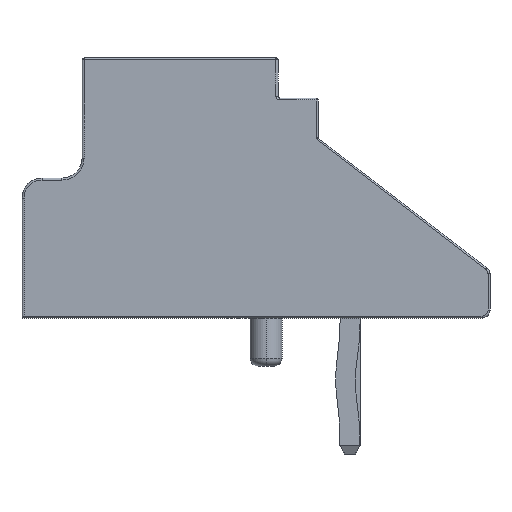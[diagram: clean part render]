
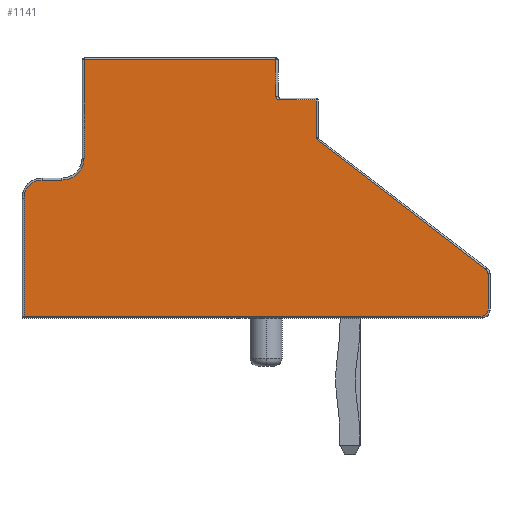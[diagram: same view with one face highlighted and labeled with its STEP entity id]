
A CAD part, left-side view. The second image highlights one B-rep face of the part: STEP entity #1141.
In plain terms, the highlighted planar face has unit normal (-1, 0, 0).
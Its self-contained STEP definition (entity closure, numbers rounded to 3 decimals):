
#162 = VERTEX_POINT ( 'NONE', #11789 ) ;
#166 = EDGE_CURVE ( 'NONE', #13432, #22745, #17811, .T. ) ;
#312 = EDGE_CURVE ( 'NONE', #22745, #162, #16920, .T. ) ;
#785 = VECTOR ( 'NONE', #16071, 1000. ) ;
#895 = AXIS2_PLACEMENT_3D ( 'NONE', #9905, #23094, #22967 ) ;
#987 = CARTESIAN_POINT ( 'NONE',  ( -4., -5.85, 0.05 ) ) ;
#1103 = ORIENTED_EDGE ( 'NONE', *, *, #9254, .T. ) ;
#1141 = ADVANCED_FACE ( 'NONE', ( #8157 ), #15399, .F. ) ;
#1589 = AXIS2_PLACEMENT_3D ( 'NONE', #14864, #20115, #14375 ) ;
#1595 = ORIENTED_EDGE ( 'NONE', *, *, #166, .T. ) ;
#1780 = CARTESIAN_POINT ( 'NONE',  ( -4., -3.26, 3.125 ) ) ;
#2005 = DIRECTION ( 'NONE',  ( 1., 0., 0. ) ) ;
#2014 = CIRCLE ( 'NONE', #11143, 0.55 ) ;
#2082 = CARTESIAN_POINT ( 'NONE',  ( -4., -5.65, 1.101 ) ) ;
#2691 = DIRECTION ( 'NONE',  ( 0., 1., 0. ) ) ;
#3587 = CIRCLE ( 'NONE', #1589, 0.15 ) ;
#3593 = CARTESIAN_POINT ( 'NONE',  ( -4., -5.85, 5.45 ) ) ;
#4142 = EDGE_LOOP ( 'NONE', ( #15601, #18046, #1595, #18853, #17292, #16787, #1103, #5911, #23150, #7038, #8458, #7793, #18879, #15368, #24611 ) ) ;
#4210 = CARTESIAN_POINT ( 'NONE',  ( -4., -1.5, 6.5 ) ) ;
#5054 = LINE ( 'NONE', #12632, #13238 ) ;
#5402 = VERTEX_POINT ( 'NONE', #19483 ) ;
#5534 = LINE ( 'NONE', #1780, #18515 ) ;
#5816 = CARTESIAN_POINT ( 'NONE',  ( -4., -5.65, 0.05 ) ) ;
#5882 = DIRECTION ( 'NONE',  ( 0., 1., 0. ) ) ;
#5911 = ORIENTED_EDGE ( 'NONE', *, *, #12522, .T. ) ;
#6065 = DIRECTION ( 'NONE',  ( 0., 0., -1. ) ) ;
#6124 = VERTEX_POINT ( 'NONE', #9731 ) ;
#7038 = ORIENTED_EDGE ( 'NONE', *, *, #9796, .T. ) ;
#7060 = CARTESIAN_POINT ( 'NONE',  ( -4., 4.3, 6.45 ) ) ;
#7106 = CARTESIAN_POINT ( 'NONE',  ( -4., -5.741, 1.22 ) ) ;
#7393 = LINE ( 'NONE', #13228, #15349 ) ;
#7793 = ORIENTED_EDGE ( 'NONE', *, *, #21749, .T. ) ;
#8083 = VECTOR ( 'NONE', #2691, 1000. ) ;
#8157 = FACE_OUTER_BOUND ( 'NONE', #4142, .T. ) ;
#8208 = VERTEX_POINT ( 'NONE', #7060 ) ;
#8458 = ORIENTED_EDGE ( 'NONE', *, *, #14739, .T. ) ;
#8673 = EDGE_CURVE ( 'NONE', #11965, #22032, #7393, .T. ) ;
#8718 = DIRECTION ( 'NONE',  ( 0., 0., 1. ) ) ;
#9138 = DIRECTION ( 'NONE',  ( 0., 0.793, 0.609 ) ) ;
#9166 = CIRCLE ( 'NONE', #21879, 0.1 ) ;
#9222 = LINE ( 'NONE', #24011, #20279 ) ;
#9254 = EDGE_CURVE ( 'NONE', #22032, #8208, #17556, .T. ) ;
#9657 = DIRECTION ( 'NONE',  ( 1., 0., 0. ) ) ;
#9731 = CARTESIAN_POINT ( 'NONE',  ( -4., 5.8, 3. ) ) ;
#9736 = DIRECTION ( 'NONE',  ( -1., 0., 0. ) ) ;
#9796 = EDGE_CURVE ( 'NONE', #14439, #14068, #21072, .T. ) ;
#9905 = CARTESIAN_POINT ( 'NONE',  ( -4., -5.85, 6.5 ) ) ;
#9939 = DIRECTION ( 'NONE',  ( 0., 0., -1. ) ) ;
#10507 = VERTEX_POINT ( 'NONE', #14245 ) ;
#10520 = DIRECTION ( 'NONE',  ( 0., 0., -1. ) ) ;
#11078 = DIRECTION ( 'NONE',  ( 0., 0., -1. ) ) ;
#11143 = AXIS2_PLACEMENT_3D ( 'NONE', #19191, #2005, #9939 ) ;
#11326 = EDGE_CURVE ( 'NONE', #10507, #23891, #3587, .T. ) ;
#11789 = CARTESIAN_POINT ( 'NONE',  ( -4., -0.6, 5.45 ) ) ;
#11886 = VERTEX_POINT ( 'NONE', #18578 ) ;
#11965 = VERTEX_POINT ( 'NONE', #13929 ) ;
#12210 = LINE ( 'NONE', #19964, #20511 ) ;
#12522 = EDGE_CURVE ( 'NONE', #8208, #5402, #5054, .T. ) ;
#12632 = CARTESIAN_POINT ( 'NONE',  ( -4., 4.3, 6.5 ) ) ;
#13228 = CARTESIAN_POINT ( 'NONE',  ( -4., -0.5, 6.5 ) ) ;
#13238 = VECTOR ( 'NONE', #10520, 1000. ) ;
#13404 = CIRCLE ( 'NONE', #14601, 0.15 ) ;
#13432 = VERTEX_POINT ( 'NONE', #22943 ) ;
#13666 = EDGE_CURVE ( 'NONE', #22313, #13432, #5534, .T. ) ;
#13844 = EDGE_CURVE ( 'NONE', #10507, #11886, #12210, .T. ) ;
#13922 = DIRECTION ( 'NONE',  ( 0., 0., 1. ) ) ;
#13929 = CARTESIAN_POINT ( 'NONE',  ( -4., -0.5, 5.55 ) ) ;
#14068 = VERTEX_POINT ( 'NONE', #15683 ) ;
#14086 = LINE ( 'NONE', #987, #785 ) ;
#14245 = CARTESIAN_POINT ( 'NONE',  ( -4., -5.8, 0.2 ) ) ;
#14375 = DIRECTION ( 'NONE',  ( 0., 0., -1. ) ) ;
#14439 = VERTEX_POINT ( 'NONE', #15176 ) ;
#14601 = AXIS2_PLACEMENT_3D ( 'NONE', #2082, #9657, #6065 ) ;
#14702 = DIRECTION ( 'NONE',  ( -1., 0., 0. ) ) ;
#14739 = EDGE_CURVE ( 'NONE', #14068, #6124, #14914, .T. ) ;
#14864 = CARTESIAN_POINT ( 'NONE',  ( -4., -5.65, 0.2 ) ) ;
#14914 = CIRCLE ( 'NONE', #17334, 0.45 ) ;
#15176 = CARTESIAN_POINT ( 'NONE',  ( -4., 4.85, 3.45 ) ) ;
#15349 = VECTOR ( 'NONE', #24314, 1000. ) ;
#15368 = ORIENTED_EDGE ( 'NONE', *, *, #11326, .F. ) ;
#15399 = PLANE ( 'NONE',  #895 ) ;
#15601 = ORIENTED_EDGE ( 'NONE', *, *, #19366, .F. ) ;
#15683 = CARTESIAN_POINT ( 'NONE',  ( -4., 5.35, 3.45 ) ) ;
#15939 = CARTESIAN_POINT ( 'NONE',  ( -4., 5.35, 3.45 ) ) ;
#16071 = DIRECTION ( 'NONE',  ( 0., -1., 0. ) ) ;
#16393 = EDGE_CURVE ( 'NONE', #11965, #162, #9166, .T. ) ;
#16787 = ORIENTED_EDGE ( 'NONE', *, *, #8673, .T. ) ;
#16920 = LINE ( 'NONE', #3593, #19962 ) ;
#17292 = ORIENTED_EDGE ( 'NONE', *, *, #16393, .F. ) ;
#17334 = AXIS2_PLACEMENT_3D ( 'NONE', #17635, #9736, #21218 ) ;
#17556 = LINE ( 'NONE', #19759, #8083 ) ;
#17635 = CARTESIAN_POINT ( 'NONE',  ( -4., 5.35, 3. ) ) ;
#17811 = LINE ( 'NONE', #4210, #21129 ) ;
#18046 = ORIENTED_EDGE ( 'NONE', *, *, #13666, .T. ) ;
#18515 = VECTOR ( 'NONE', #9138, 1000. ) ;
#18578 = CARTESIAN_POINT ( 'NONE',  ( -4., -5.8, 1.101 ) ) ;
#18853 = ORIENTED_EDGE ( 'NONE', *, *, #312, .T. ) ;
#18879 = ORIENTED_EDGE ( 'NONE', *, *, #21589, .T. ) ;
#19191 = CARTESIAN_POINT ( 'NONE',  ( -4., 4.85, 4. ) ) ;
#19366 = EDGE_CURVE ( 'NONE', #22313, #11886, #13404, .T. ) ;
#19483 = CARTESIAN_POINT ( 'NONE',  ( -4., 4.3, 4. ) ) ;
#19759 = CARTESIAN_POINT ( 'NONE',  ( -4., 4.35, 6.45 ) ) ;
#19962 = VECTOR ( 'NONE', #22491, 1000. ) ;
#19964 = CARTESIAN_POINT ( 'NONE',  ( -4., -5.8, 6.5 ) ) ;
#20115 = DIRECTION ( 'NONE',  ( 1., 0., 0. ) ) ;
#20251 = VERTEX_POINT ( 'NONE', #24233 ) ;
#20279 = VECTOR ( 'NONE', #11078, 1000. ) ;
#20402 = CARTESIAN_POINT ( 'NONE',  ( -4., -0.5, 6.45 ) ) ;
#20511 = VECTOR ( 'NONE', #8718, 1000. ) ;
#21072 = LINE ( 'NONE', #15939, #24408 ) ;
#21129 = VECTOR ( 'NONE', #13922, 1000. ) ;
#21218 = DIRECTION ( 'NONE',  ( 0., 0., -1. ) ) ;
#21238 = CARTESIAN_POINT ( 'NONE',  ( -4., -1.5, 5.45 ) ) ;
#21589 = EDGE_CURVE ( 'NONE', #20251, #23891, #14086, .T. ) ;
#21749 = EDGE_CURVE ( 'NONE', #6124, #20251, #9222, .T. ) ;
#21839 = EDGE_CURVE ( 'NONE', #5402, #14439, #2014, .T. ) ;
#21879 = AXIS2_PLACEMENT_3D ( 'NONE', #22523, #14702, #22763 ) ;
#22032 = VERTEX_POINT ( 'NONE', #20402 ) ;
#22313 = VERTEX_POINT ( 'NONE', #7106 ) ;
#22491 = DIRECTION ( 'NONE',  ( 0., 1., 0. ) ) ;
#22523 = CARTESIAN_POINT ( 'NONE',  ( -4., -0.6, 5.55 ) ) ;
#22745 = VERTEX_POINT ( 'NONE', #21238 ) ;
#22763 = DIRECTION ( 'NONE',  ( 0., 0., -1. ) ) ;
#22943 = CARTESIAN_POINT ( 'NONE',  ( -4., -1.5, 4.475 ) ) ;
#22967 = DIRECTION ( 'NONE',  ( 0., 0., -1. ) ) ;
#23094 = DIRECTION ( 'NONE',  ( 1., 0., 0. ) ) ;
#23150 = ORIENTED_EDGE ( 'NONE', *, *, #21839, .T. ) ;
#23891 = VERTEX_POINT ( 'NONE', #5816 ) ;
#24011 = CARTESIAN_POINT ( 'NONE',  ( -4., 5.8, 6.5 ) ) ;
#24233 = CARTESIAN_POINT ( 'NONE',  ( -4., 5.8, 0.05 ) ) ;
#24314 = DIRECTION ( 'NONE',  ( 0., 0., 1. ) ) ;
#24408 = VECTOR ( 'NONE', #5882, 1000. ) ;
#24611 = ORIENTED_EDGE ( 'NONE', *, *, #13844, .T. ) ;
